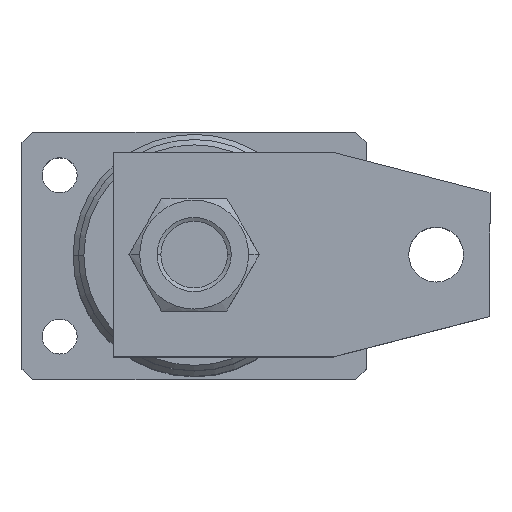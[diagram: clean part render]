
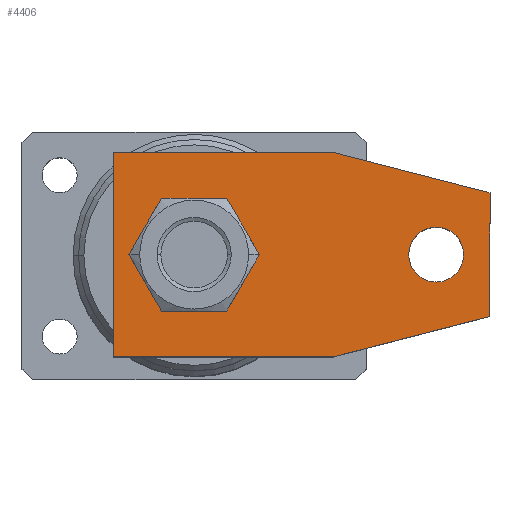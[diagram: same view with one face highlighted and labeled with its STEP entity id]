
A CAD part, top view. The second image highlights one B-rep face of the part: STEP entity #4406.
In plain terms, the highlighted face is planar.
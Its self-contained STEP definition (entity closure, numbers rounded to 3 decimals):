
#560 = FACE_OUTER_BOUND ( 'NONE', #1522, .T. ) ;
#562 = FACE_BOUND ( 'NONE', #2374, .T. ) ;
#565 = FACE_BOUND ( 'NONE', #2368, .T. ) ;
#868 = CARTESIAN_POINT ( 'NONE',  ( 65.1, 0., 0. ) ) ;
#887 = CARTESIAN_POINT ( 'NONE',  ( 22.5, 0., 0. ) ) ;
#896 = CARTESIAN_POINT ( 'NONE',  ( 70., -11.5, 0. ) ) ;
#905 = CARTESIAN_POINT ( 'NONE',  ( 0., 19., 0. ) ) ;
#920 = CARTESIAN_POINT ( 'NONE',  ( 70., 11.5, 0. ) ) ;
#984 = CARTESIAN_POINT ( 'NONE',  ( 0., -19., 0. ) ) ;
#991 = CARTESIAN_POINT ( 'NONE',  ( 54.9, 0., 0. ) ) ;
#997 = CARTESIAN_POINT ( 'NONE',  ( 41., 19., 0. ) ) ;
#1111 = CIRCLE ( 'NONE', #1644, 7.5 ) ;
#1143 = VECTOR ( 'NONE', #3061, 1000. ) ;
#1146 = LINE ( 'NONE', #3064, #1143 ) ;
#1155 = CIRCLE ( 'NONE', #1663, 7.5 ) ;
#1174 = VECTOR ( 'NONE', #3130, 1000. ) ;
#1176 = VECTOR ( 'NONE', #2664, 1000. ) ;
#1177 = CIRCLE ( 'NONE', #1670, 5.1 ) ;
#1178 = VECTOR ( 'NONE', #2668, 1000. ) ;
#1179 = LINE ( 'NONE', #2669, #1174 ) ;
#1180 = VECTOR ( 'NONE', #2671, 1000. ) ;
#1181 = LINE ( 'NONE', #2672, #1176 ) ;
#1182 = VECTOR ( 'NONE', #2689, 1000. ) ;
#1183 = LINE ( 'NONE', #2691, #1182 ) ;
#1184 = LINE ( 'NONE', #2677, #1180 ) ;
#1186 = LINE ( 'NONE', #2678, #1178 ) ;
#1193 = CIRCLE ( 'NONE', #1672, 5.1 ) ;
#1522 = EDGE_LOOP ( 'NONE', ( #3231, #3232, #3233, #3234, #3235, #3236 ) ) ;
#1556 = EDGE_CURVE ( 'NONE', #3664, #3423, #1193, .T. ) ;
#1557 = EDGE_CURVE ( 'NONE', #3441, #3737, #1183, .T. ) ;
#1558 = EDGE_CURVE ( 'NONE', #3737, #3622, #1184, .T. ) ;
#1559 = EDGE_CURVE ( 'NONE', #3622, #3563, #1186, .T. ) ;
#1560 = EDGE_CURVE ( 'NONE', #3563, #3426, #1181, .T. ) ;
#1561 = EDGE_CURVE ( 'NONE', #3426, #3642, #1179, .T. ) ;
#1562 = EDGE_CURVE ( 'NONE', #3423, #3664, #1177, .T. ) ;
#1576 = EDGE_CURVE ( 'NONE', #3638, #3762, #1155, .T. ) ;
#1580 = EDGE_CURVE ( 'NONE', #3642, #3441, #1146, .T. ) ;
#1634 = EDGE_CURVE ( 'NONE', #3762, #3638, #1111, .T. ) ;
#1644 = AXIS2_PLACEMENT_3D ( 'NONE', #2983, #2982, #2981 ) ;
#1663 = AXIS2_PLACEMENT_3D ( 'NONE', #3075, #3073, #3072 ) ;
#1670 = AXIS2_PLACEMENT_3D ( 'NONE', #3126, #3125, #3123 ) ;
#1672 = AXIS2_PLACEMENT_3D ( 'NONE', #2676, #2675, #2673 ) ;
#2368 = EDGE_LOOP ( 'NONE', ( #3229, #3230 ) ) ;
#2374 = EDGE_LOOP ( 'NONE', ( #3237, #3238 ) ) ;
#2664 = DIRECTION ( 'NONE',  ( -0.968, 0.25, 0. ) ) ;
#2668 = DIRECTION ( 'NONE',  ( 0., 1., 0. ) ) ;
#2669 = CARTESIAN_POINT ( 'NONE',  ( 41., 19., 0. ) ) ;
#2671 = DIRECTION ( 'NONE',  ( 0.968, 0.25, 0. ) ) ;
#2672 = CARTESIAN_POINT ( 'NONE',  ( 70., 11.5, 0. ) ) ;
#2673 = DIRECTION ( 'NONE',  ( -1., 0., 0. ) ) ;
#2675 = DIRECTION ( 'NONE',  ( 0., 0., -1. ) ) ;
#2676 = CARTESIAN_POINT ( 'NONE',  ( 60., 0., 0. ) ) ;
#2677 = CARTESIAN_POINT ( 'NONE',  ( 41., -19., 0. ) ) ;
#2678 = CARTESIAN_POINT ( 'NONE',  ( 70., -11.5, 0. ) ) ;
#2689 = DIRECTION ( 'NONE',  ( 1., 0., 0. ) ) ;
#2691 = CARTESIAN_POINT ( 'NONE',  ( 0., -19., 0. ) ) ;
#2981 = DIRECTION ( 'NONE',  ( -1., 0., 0. ) ) ;
#2982 = DIRECTION ( 'NONE',  ( 0., 0., -1. ) ) ;
#2983 = CARTESIAN_POINT ( 'NONE',  ( 15., 0., 0. ) ) ;
#3061 = DIRECTION ( 'NONE',  ( 0., -1., 0. ) ) ;
#3064 = CARTESIAN_POINT ( 'NONE',  ( 0., 19., 0. ) ) ;
#3072 = DIRECTION ( 'NONE',  ( -1., 0., 0. ) ) ;
#3073 = DIRECTION ( 'NONE',  ( 0., 0., -1. ) ) ;
#3075 = CARTESIAN_POINT ( 'NONE',  ( 15., 0., 0. ) ) ;
#3123 = DIRECTION ( 'NONE',  ( -1., 0., 0. ) ) ;
#3125 = DIRECTION ( 'NONE',  ( 0., 0., -1. ) ) ;
#3126 = CARTESIAN_POINT ( 'NONE',  ( 60., 0., 0. ) ) ;
#3130 = DIRECTION ( 'NONE',  ( -1., 0., 0. ) ) ;
#3229 = ORIENTED_EDGE ( 'NONE', *, *, #1562, .F. ) ;
#3230 = ORIENTED_EDGE ( 'NONE', *, *, #1556, .F. ) ;
#3231 = ORIENTED_EDGE ( 'NONE', *, *, #1561, .F. ) ;
#3232 = ORIENTED_EDGE ( 'NONE', *, *, #1560, .F. ) ;
#3233 = ORIENTED_EDGE ( 'NONE', *, *, #1559, .F. ) ;
#3234 = ORIENTED_EDGE ( 'NONE', *, *, #1558, .F. ) ;
#3235 = ORIENTED_EDGE ( 'NONE', *, *, #1557, .F. ) ;
#3236 = ORIENTED_EDGE ( 'NONE', *, *, #1580, .F. ) ;
#3237 = ORIENTED_EDGE ( 'NONE', *, *, #1634, .F. ) ;
#3238 = ORIENTED_EDGE ( 'NONE', *, *, #1576, .F. ) ;
#3423 = VERTEX_POINT ( 'NONE', #991 ) ;
#3426 = VERTEX_POINT ( 'NONE', #997 ) ;
#3441 = VERTEX_POINT ( 'NONE', #984 ) ;
#3563 = VERTEX_POINT ( 'NONE', #920 ) ;
#3622 = VERTEX_POINT ( 'NONE', #896 ) ;
#3638 = VERTEX_POINT ( 'NONE', #887 ) ;
#3642 = VERTEX_POINT ( 'NONE', #905 ) ;
#3664 = VERTEX_POINT ( 'NONE', #868 ) ;
#3737 = VERTEX_POINT ( 'NONE', #4236 ) ;
#3762 = VERTEX_POINT ( 'NONE', #4157 ) ;
#3911 = DIRECTION ( 'NONE',  ( 1., 0., 0. ) ) ;
#3923 = CARTESIAN_POINT ( 'NONE',  ( 0., 0., 0. ) ) ;
#3929 = PLANE ( 'NONE',  #4460 ) ;
#3940 = DIRECTION ( 'NONE',  ( 0., 0., 1. ) ) ;
#4157 = CARTESIAN_POINT ( 'NONE',  ( 7.5, 0., 0. ) ) ;
#4236 = CARTESIAN_POINT ( 'NONE',  ( 41., -19., 0. ) ) ;
#4406 = ADVANCED_FACE ( 'NONE', ( #565, #560, #562 ), #3929, .F. ) ;
#4460 = AXIS2_PLACEMENT_3D ( 'NONE', #3923, #3940, #3911 ) ;
